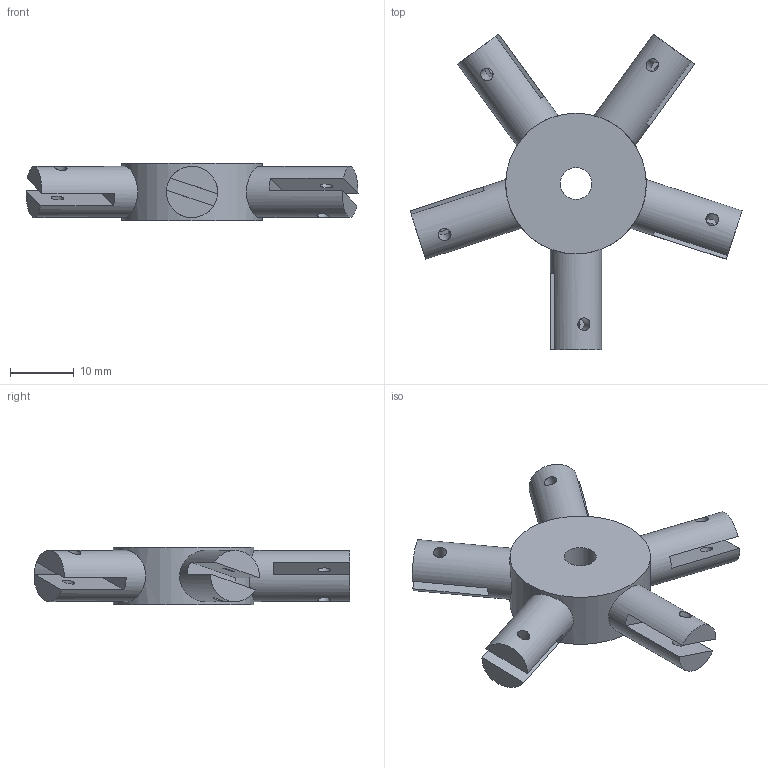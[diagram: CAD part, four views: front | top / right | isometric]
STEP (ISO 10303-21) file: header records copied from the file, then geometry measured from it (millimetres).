
FILE_DESCRIPTION(/* description */ (''),/* implementation_level */ '2;1');
FILE_NAME(/* name */ '20200715 - Vertical Fan Hub - from MAS - v2.stp',/* time_stamp */ '2020-07-18T17:53:58+02:00',/* author */ ('Ascendance-FT'),/* organization */ (''),/* preprocessor_version */ 'ST-DEVELOPER v17.2',/* originating_system */ 'Autodesk Inventor 2019',/* authorisation */ '');
FILE_SCHEMA (('AUTOMOTIVE_DESIGN { 1 0 10303 214 3 1 1 }'));
Length unit declared in the file: millimetre
Products named in the file (1): 20200715-Vertical Fan Hub v2
Bounding box: 51.92 x 49.39 x 9 mm (x, y, z)
Volume: 6019.4 mm3; surface area: 4220.1 mm2
Topology: 1 solids, 1 shells, 44 faces, 119 edges, 81 vertices
Faces by surface type: plane 27, cylinder 17
Full cylindrical faces by diameter (mm): 2 x10, 4.98 x1, 8 x5, 22 x1
Entity records: 1949 total; most frequent: CARTESIAN_POINT 751, ORIENTED_EDGE 238, DIRECTION 226, EDGE_CURVE 119, AXIS2_PLACEMENT_3D 84, VERTEX_POINT 81, EDGE_LOOP 70, LINE 58
